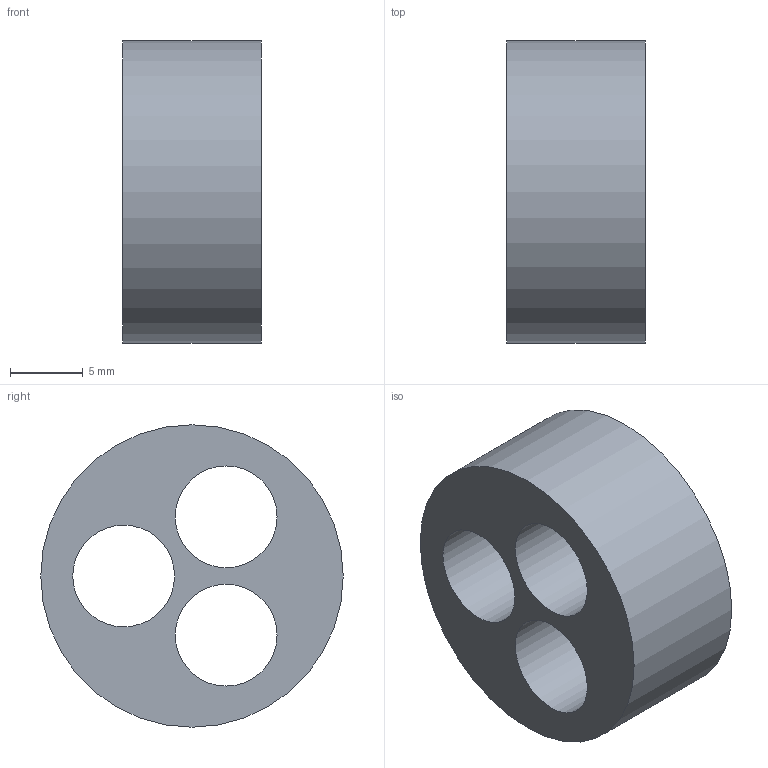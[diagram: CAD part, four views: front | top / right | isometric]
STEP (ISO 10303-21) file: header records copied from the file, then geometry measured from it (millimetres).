
FILE_DESCRIPTION( ( 'STEP AP214' ), '1' );
FILE_NAME( 'SKINTOP DIX-M 25 3x7 Art. Nr. 53325370.stp', '2020-06-02T11:14:18', ( 'License CC BY-ND 4.0' ), ( 'CADENAS' ), ' ', 'PARTsolutions', ' ' );
FILE_SCHEMA( ( 'AUTOMOTIVE_DESIGN { 1 0 10303 214 1 1 1 1 }' ) );
Length unit declared in the file: millimetre
Products named in the file (1): _SKINTOP DIX-M 25 3x7      Art. Nr. 53325370
Bounding box: 9.5 x 20.8 x 20.8 mm (x, y, z)
Volume: 2131.1 mm3; surface area: 1697.3 mm2
Topology: 1 solids, 1 shells, 32 faces, 84 edges, 56 vertices
Faces by surface type: plane 18, cylinder 14
Full cylindrical faces by diameter (mm): 7 x3, 20.8 x1
Entity records: 1260 total; most frequent: DIRECTION 174, CARTESIAN_POINT 169, ORIENTED_EDGE 160, EDGE_CURVE 80, AXIS2_PLACEMENT_3D 61, VERTEX_POINT 56, LINE 52, VECTOR 52
